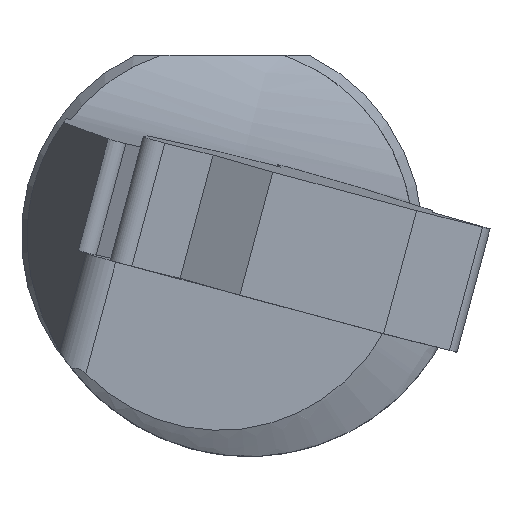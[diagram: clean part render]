
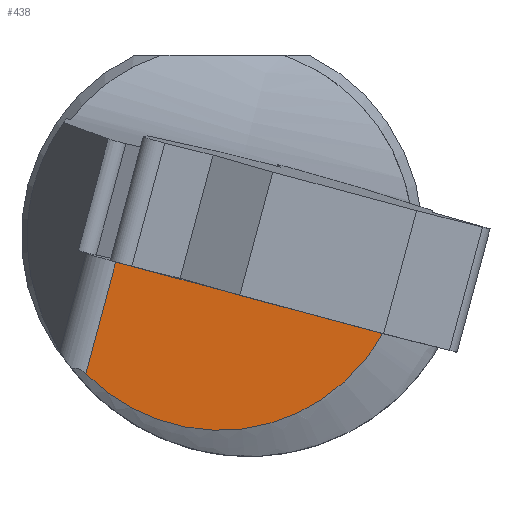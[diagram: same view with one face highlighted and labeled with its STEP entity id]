
A CAD part, left-side view. The second image highlights one B-rep face of the part: STEP entity #438.
In plain terms, the highlighted planar face has unit normal (-1, 0.007, -0.025).
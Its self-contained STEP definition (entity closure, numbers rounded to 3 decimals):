
#42=B_SPLINE_CURVE_WITH_KNOTS('',3,(#1509,#1510,#1511,#1512,#1513,#1514),
 .UNSPECIFIED.,.F.,.F.,(4,2,4),(0.,0.5,1.),.UNSPECIFIED.);
#438=ADVANCED_FACE('',(#504),#466,.T.);
#466=PLANE('',#1166);
#504=FACE_OUTER_BOUND('',#548,.T.);
#548=EDGE_LOOP('',(#756,#757,#758));
#756=ORIENTED_EDGE('',*,*,#979,.F.);
#757=ORIENTED_EDGE('',*,*,#977,.T.);
#758=ORIENTED_EDGE('',*,*,#926,.T.);
#834=VERTEX_POINT('',#1478);
#836=VERTEX_POINT('',#1508);
#873=VERTEX_POINT('',#1931);
#926=EDGE_CURVE('',#834,#836,#42,.T.);
#977=EDGE_CURVE('',#873,#834,#1041,.T.);
#979=EDGE_CURVE('',#873,#836,#1042,.T.);
#1041=LINE('',#1930,#1101);
#1042=LINE('',#1934,#1102);
#1101=VECTOR('',#1335,1.);
#1102=VECTOR('',#1340,1.);
#1166=AXIS2_PLACEMENT_3D('',#1935,#1341,#1342);
#1335=DIRECTION('',(0.026,0.259,-0.966));
#1340=DIRECTION('',(0.,-0.966,-0.259));
#1341=DIRECTION('',(-1.,0.007,-0.025));
#1342=DIRECTION('',(-0.025,0.,1.));
#1478=CARTESIAN_POINT('',(0.254,3.39,-3.431));
#1508=CARTESIAN_POINT('',(0.178,-4.005,-2.43));
#1509=CARTESIAN_POINT('',(0.254,3.39,-3.431));
#1510=CARTESIAN_POINT('',(0.273,2.388,-4.471));
#1511=CARTESIAN_POINT('',(0.277,0.88,-5.001));
#1512=CARTESIAN_POINT('',(0.247,-2.005,-4.608));
#1513=CARTESIAN_POINT('',(0.215,-3.311,-3.703));
#1514=CARTESIAN_POINT('',(0.178,-4.005,-2.43));
#1930=CARTESIAN_POINT('',(-5.002,-48.564,190.463));
#1931=CARTESIAN_POINT('',(0.178,2.644,-0.648));
#1934=CARTESIAN_POINT('',(0.178,2.644,-0.648));
#1935=CARTESIAN_POINT('',(-5.002,-48.564,190.463));
